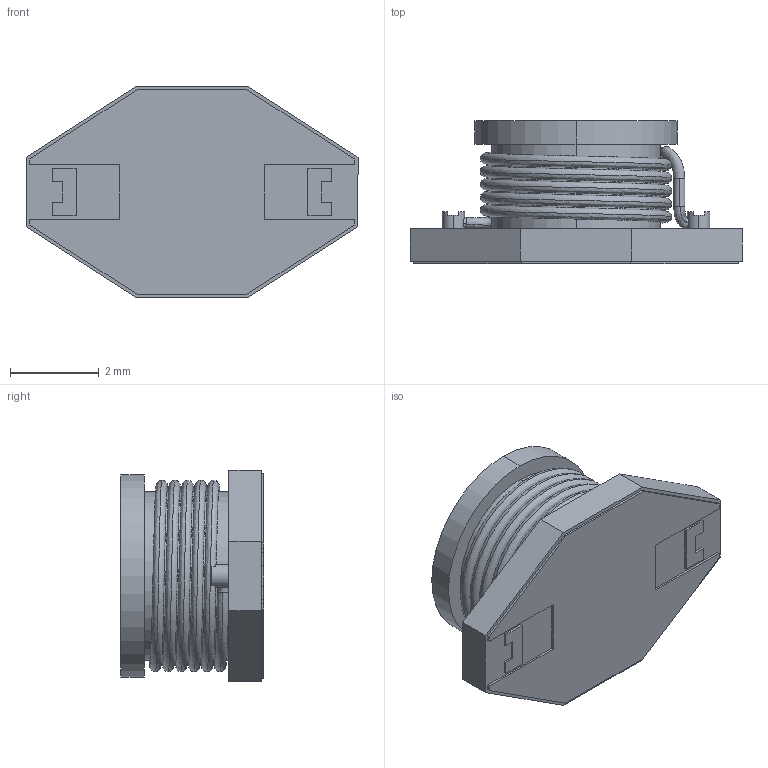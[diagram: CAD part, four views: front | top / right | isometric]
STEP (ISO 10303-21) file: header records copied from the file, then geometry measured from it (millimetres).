
FILE_DESCRIPTION (( 'STEP AP214' ), '1' );
FILE_NAME ('Triad Magnetics-AX97-103R3.STEP', '2019-02-19T07:51:26', ( '' ), ( '' ), 'SwSTEP 2.0', 'SolidWorks 2019', '' );
FILE_SCHEMA (( 'AUTOMOTIVE_DESIGN' ));
Length unit declared in the file: inch
Products named in the file (1): Triad Magnetics-AX97-103R3
Bounding box: 7.49 x 3.24 x 4.78 mm (x, y, z)
Volume: 55.9 mm3; surface area: 172.2 mm2
Topology: 1 solids, 1 shells, 303 faces, 822 edges, 548 vertices
Faces by surface type: plane 223, bspline 68, cylinder 12
Entity records: 17990 total; most frequent: CARTESIAN_POINT 6836, ORIENTED_EDGE 1644, DIRECTION 1166, EDGE_CURVE 822, LINE 646, VECTOR 646, VERTEX_POINT 548, EDGE_LOOP 332
